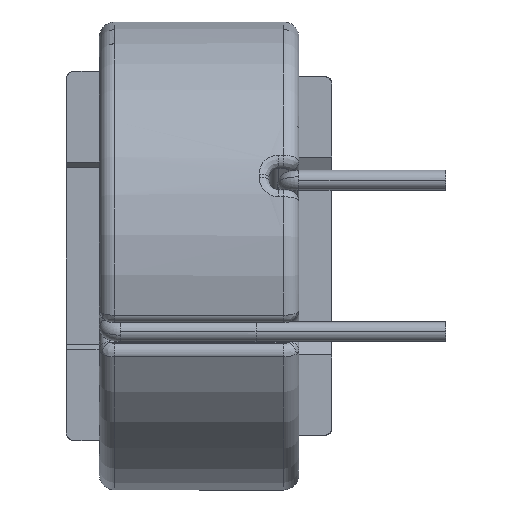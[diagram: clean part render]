
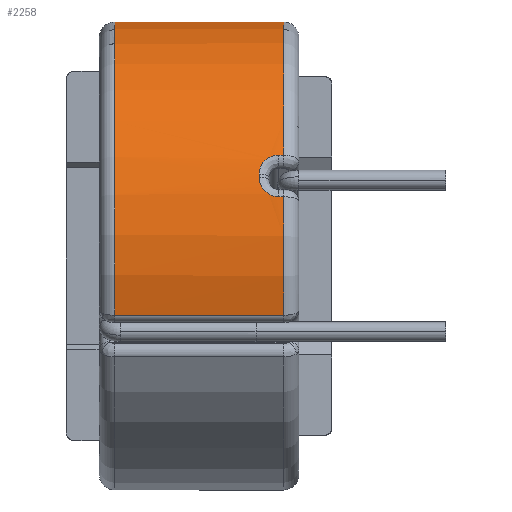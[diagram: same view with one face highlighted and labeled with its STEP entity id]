
A CAD part, left-side view. The second image highlights one B-rep face of the part: STEP entity #2258.
In plain terms, the highlighted cylindrical face has radius 31 mm (diameter 62 mm), a partial arc.
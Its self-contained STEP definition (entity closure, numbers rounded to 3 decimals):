
#22 = CARTESIAN_POINT ( 'NONE',  ( -28.568, -8.217, 12.041 ) ) ;
#418 = CARTESIAN_POINT ( 'NONE',  ( -29.929, -9.326, 8.078 ) ) ;
#483 = CARTESIAN_POINT ( 'NONE',  ( -29.481, -8.028, 9.585 ) ) ;
#541 = CARTESIAN_POINT ( 'NONE',  ( -29.263, -7.9, 10.232 ) ) ;
#835 = EDGE_CURVE ( 'NONE', #3546, #7839, #14324, .T. ) ;
#1025 = CARTESIAN_POINT ( 'NONE',  ( -30.003, -11.15, -7.8 ) ) ;
#1320 = ORIENTED_EDGE ( 'NONE', *, *, #5345, .F. ) ;
#1375 = CARTESIAN_POINT ( 'NONE',  ( -29.062, -7.9, 10.79 ) ) ;
#1431 = CARTESIAN_POINT ( 'NONE',  ( -28.013, -10.152, 13.277 ) ) ;
#1545 = VERTEX_POINT ( 'NONE', #3559 ) ;
#1705 = CARTESIAN_POINT ( 'NONE',  ( -29.906, -9.174, 8.162 ) ) ;
#1730 = CARTESIAN_POINT ( 'NONE',  ( 0., -7.9, 0. ) ) ;
#1858 = DIRECTION ( 'NONE',  ( 0., 1., 0. ) ) ;
#1938 = CARTESIAN_POINT ( 'NONE',  ( -29.429, -7.98, 9.746 ) ) ;
#2221 = VECTOR ( 'NONE', #5594, 1000. ) ;
#2258 = ADVANCED_FACE ( 'NONE', ( #9567 ), #8270, .T. ) ;
#2432 = DIRECTION ( 'NONE',  ( 0., -1., 0. ) ) ;
#2660 = VERTEX_POINT ( 'NONE', #17180 ) ;
#3014 = ORIENTED_EDGE ( 'NONE', *, *, #11842, .F. ) ;
#3102 = LINE ( 'NONE', #7561, #12463 ) ;
#3173 = CARTESIAN_POINT ( 'NONE',  ( -29.984, -9.8, 7.874 ) ) ;
#3228 = CARTESIAN_POINT ( 'NONE',  ( -29.821, -8.76, 8.468 ) ) ;
#3348 = CARTESIAN_POINT ( 'NONE',  ( -29.32, -7.916, 10.069 ) ) ;
#3546 = VERTEX_POINT ( 'NONE', #7297 ) ;
#3559 = CARTESIAN_POINT ( 'NONE',  ( -30.003, 11.15, -7.8 ) ) ;
#3858 = DIRECTION ( 'NONE',  ( 0., -1., 0. ) ) ;
#4112 = CARTESIAN_POINT ( 'NONE',  ( -28.295, -8.761, 12.666 ) ) ;
#4305 = EDGE_CURVE ( 'NONE', #15041, #1545, #11604, .T. ) ;
#4314 = CARTESIAN_POINT ( 'NONE',  ( -28.939, -7.9, 11.119 ) ) ;
#4353 = DIRECTION ( 'NONE',  ( 0., 0., -1. ) ) ;
#4519 = CARTESIAN_POINT ( 'NONE',  ( -30.003, -10.5, 7.8 ) ) ;
#4754 = CARTESIAN_POINT ( 'NONE',  ( -29.751, -8.523, 8.712 ) ) ;
#4783 = CARTESIAN_POINT ( 'NONE',  ( -28.005, 13.15, 13.293 ) ) ;
#4928 = AXIS2_PLACEMENT_3D ( 'NONE', #10981, #15148, #12433 ) ;
#5071 = EDGE_CURVE ( 'NONE', #10901, #5326, #13573, .T. ) ;
#5326 = VERTEX_POINT ( 'NONE', #8739 ) ;
#5345 = EDGE_CURVE ( 'NONE', #17963, #2660, #11662, .T. ) ;
#5594 = DIRECTION ( 'NONE',  ( 0., 1., 0. ) ) ;
#6457 = DIRECTION ( 'NONE',  ( 0., -1., 0. ) ) ;
#6998 = CARTESIAN_POINT ( 'NONE',  ( -28.005, -10.324, 13.293 ) ) ;
#7116 = CIRCLE ( 'NONE', #8074, 31. ) ;
#7297 = CARTESIAN_POINT ( 'NONE',  ( -29.204, -7.9, 10.398 ) ) ;
#7435 = AXIS2_PLACEMENT_3D ( 'NONE', #8069, #6457, #16239 ) ;
#7561 = CARTESIAN_POINT ( 'NONE',  ( -30.003, 13.15, 7.8 ) ) ;
#7839 = VERTEX_POINT ( 'NONE', #17179 ) ;
#8069 = CARTESIAN_POINT ( 'NONE',  ( 0., -11.15, 0. ) ) ;
#8074 = AXIS2_PLACEMENT_3D ( 'NONE', #8490, #16965, #8631 ) ;
#8270 = CYLINDRICAL_SURFACE ( 'NONE', #4928, 31. ) ;
#8397 = CARTESIAN_POINT ( 'NONE',  ( -28.448, -8.406, 12.319 ) ) ;
#8490 = CARTESIAN_POINT ( 'NONE',  ( 0., 11.15, 0. ) ) ;
#8550 = CARTESIAN_POINT ( 'NONE',  ( -30.003, 13.15, -7.8 ) ) ;
#8631 = DIRECTION ( 'NONE',  ( 0., 0., 1. ) ) ;
#8739 = CARTESIAN_POINT ( 'NONE',  ( -3.027, -11.15, 30.852 ) ) ;
#8763 = DIRECTION ( 'NONE',  ( 0., -1., 0. ) ) ;
#8800 = CARTESIAN_POINT ( 'NONE',  ( -30.003, -10.149, 7.8 ) ) ;
#9385 = EDGE_CURVE ( 'NONE', #1545, #10901, #7116, .T. ) ;
#9558 = ORIENTED_EDGE ( 'NONE', *, *, #9385, .F. ) ;
#9567 = FACE_OUTER_BOUND ( 'NONE', #11473, .T. ) ;
#9833 = CARTESIAN_POINT ( 'NONE',  ( -28.005, -10.5, 13.293 ) ) ;
#10015 = CARTESIAN_POINT ( 'NONE',  ( -30.003, -11.15, 7.8 ) ) ;
#10038 = DIRECTION ( 'NONE',  ( 0., -1., 0. ) ) ;
#10093 = EDGE_CURVE ( 'NONE', #14120, #15041, #16873, .T. ) ;
#10186 = EDGE_CURVE ( 'NONE', #2660, #12996, #12040, .T. ) ;
#10701 = EDGE_CURVE ( 'NONE', #5326, #17963, #16024, .T. ) ;
#10771 = VECTOR ( 'NONE', #2432, 1000. ) ;
#10901 = VERTEX_POINT ( 'NONE', #11485 ) ;
#10981 = CARTESIAN_POINT ( 'NONE',  ( 0., 13.15, 0. ) ) ;
#11238 = AXIS2_PLACEMENT_3D ( 'NONE', #1730, #8763, #4353 ) ;
#11464 = CARTESIAN_POINT ( 'NONE',  ( -29.626, -8.231, 9.128 ) ) ;
#11473 = EDGE_LOOP ( 'NONE', ( #13524, #3014, #15138, #1320, #15881, #15432, #9558, #16301, #17620, #14623 ) ) ;
#11485 = CARTESIAN_POINT ( 'NONE',  ( -3.027, 11.15, 30.852 ) ) ;
#11604 = LINE ( 'NONE', #8550, #2221 ) ;
#11662 = LINE ( 'NONE', #4783, #12315 ) ;
#11842 = EDGE_CURVE ( 'NONE', #12996, #3546, #15094, .T. ) ;
#12040 = B_SPLINE_CURVE_WITH_KNOTS ( 'NONE', 3,
 ( #9833, #6998, #1431, #15443, #17995, #17936, #16742, #12469, #4112, #8397, #22, #12580, #4314, #1375 ),
 .UNSPECIFIED., .F., .F.,
 ( 4, 2, 2, 2, 2, 2, 4 ),
 ( 0., 0.001, 0.001, 0.002, 0.002, 0.003, 0.004 ),
 .UNSPECIFIED. ) ;
#12315 = VECTOR ( 'NONE', #1858, 1000. ) ;
#12433 = DIRECTION ( 'NONE',  ( 0., 0., -1. ) ) ;
#12463 = VECTOR ( 'NONE', #10038, 1000. ) ;
#12469 = CARTESIAN_POINT ( 'NONE',  ( -28.247, -8.894, 12.773 ) ) ;
#12580 = CARTESIAN_POINT ( 'NONE',  ( -28.812, -7.966, 11.444 ) ) ;
#12975 = CARTESIAN_POINT ( 'NONE',  ( -29.852, -8.89, 8.358 ) ) ;
#12996 = VERTEX_POINT ( 'NONE', #13074 ) ;
#13074 = CARTESIAN_POINT ( 'NONE',  ( -29.062, -7.9, 10.79 ) ) ;
#13075 = CARTESIAN_POINT ( 'NONE',  ( -29.58, -8.154, 9.276 ) ) ;
#13333 = CARTESIAN_POINT ( 'NONE',  ( -28.005, -11.15, 13.293 ) ) ;
#13524 = ORIENTED_EDGE ( 'NONE', *, *, #835, .F. ) ;
#13573 = LINE ( 'NONE', #14681, #10771 ) ;
#13596 = DIRECTION ( 'NONE',  ( 0., 0., 1. ) ) ;
#13651 = CARTESIAN_POINT ( 'NONE',  ( 0., -11.15, 0. ) ) ;
#13683 = EDGE_CURVE ( 'NONE', #7839, #14120, #3102, .T. ) ;
#14120 = VERTEX_POINT ( 'NONE', #10015 ) ;
#14324 = B_SPLINE_CURVE_WITH_KNOTS ( 'NONE', 3,
 ( #17185, #541, #3348, #1938, #483, #13075, #11464, #17136, #4754, #3228, #12975, #1705, #418, #3173, #8800, #4519 ),
 .UNSPECIFIED., .F., .F.,
 ( 4, 2, 2, 2, 2, 2, 2, 4 ),
 ( 0., 0.001, 0.001, 0.002, 0.002, 0.003, 0.003, 0.004 ),
 .UNSPECIFIED. ) ;
#14623 = ORIENTED_EDGE ( 'NONE', *, *, #13683, .F. ) ;
#14681 = CARTESIAN_POINT ( 'NONE',  ( -3.027, 13.15, 30.852 ) ) ;
#15041 = VERTEX_POINT ( 'NONE', #1025 ) ;
#15094 = CIRCLE ( 'NONE', #11238, 31. ) ;
#15138 = ORIENTED_EDGE ( 'NONE', *, *, #10186, .F. ) ;
#15148 = DIRECTION ( 'NONE',  ( 0., -1., 0. ) ) ;
#15432 = ORIENTED_EDGE ( 'NONE', *, *, #5071, .F. ) ;
#15443 = CARTESIAN_POINT ( 'NONE',  ( -28.044, -9.813, 13.212 ) ) ;
#15881 = ORIENTED_EDGE ( 'NONE', *, *, #10701, .F. ) ;
#16024 = CIRCLE ( 'NONE', #7435, 31. ) ;
#16239 = DIRECTION ( 'NONE',  ( 0., 0., 1. ) ) ;
#16301 = ORIENTED_EDGE ( 'NONE', *, *, #4305, .F. ) ;
#16742 = CARTESIAN_POINT ( 'NONE',  ( -28.163, -9.177, 12.956 ) ) ;
#16873 = CIRCLE ( 'NONE', #17427, 31. ) ;
#16965 = DIRECTION ( 'NONE',  ( 0., 1., 0. ) ) ;
#17136 = CARTESIAN_POINT ( 'NONE',  ( -29.711, -8.415, 8.846 ) ) ;
#17179 = CARTESIAN_POINT ( 'NONE',  ( -30.003, -10.5, 7.8 ) ) ;
#17180 = CARTESIAN_POINT ( 'NONE',  ( -28.005, -10.5, 13.293 ) ) ;
#17185 = CARTESIAN_POINT ( 'NONE',  ( -29.204, -7.9, 10.398 ) ) ;
#17427 = AXIS2_PLACEMENT_3D ( 'NONE', #13651, #3858, #13596 ) ;
#17620 = ORIENTED_EDGE ( 'NONE', *, *, #10093, .F. ) ;
#17936 = CARTESIAN_POINT ( 'NONE',  ( -28.127, -9.327, 13.034 ) ) ;
#17963 = VERTEX_POINT ( 'NONE', #13333 ) ;
#17995 = CARTESIAN_POINT ( 'NONE',  ( -28.067, -9.645, 13.162 ) ) ;
